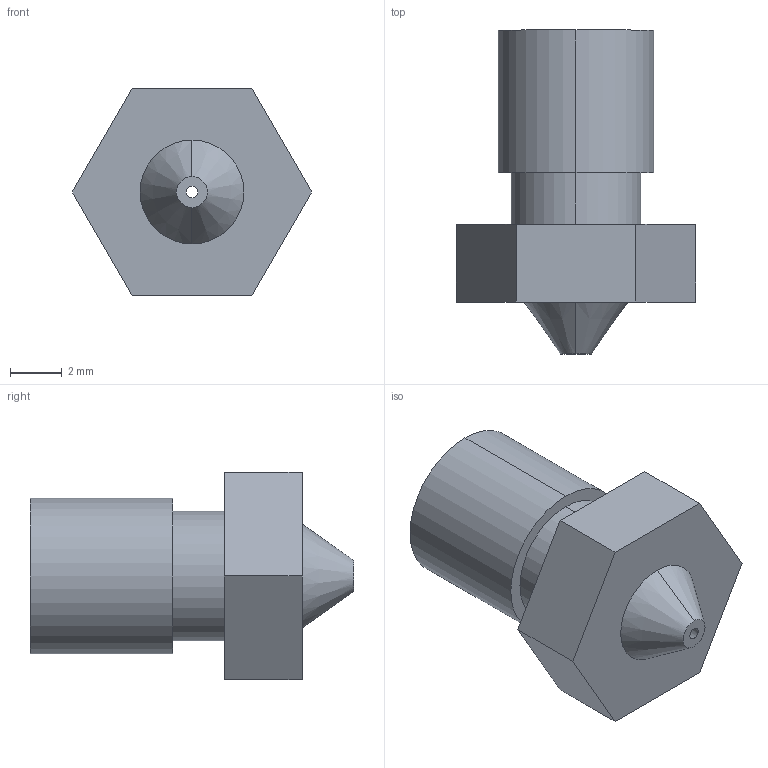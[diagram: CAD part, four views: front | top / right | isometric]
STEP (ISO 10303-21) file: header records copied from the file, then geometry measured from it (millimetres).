
FILE_DESCRIPTION (( 'STEP AP203' ), '1' );
FILE_NAME ('E3D Nozzle.step', '2016-03-08T04:33:32', ( '' ), ( '' ), 'SwSTEP 2.0', 'SolidWorks 2015', '' );
FILE_SCHEMA (( 'CONFIG_CONTROL_DESIGN' ));
Length unit declared in the file: millimetre
Products named in the file (1): E3D Nozzle
Bounding box: 9.24 x 12.5 x 8 mm (x, y, z)
Volume: 337 mm3; surface area: 425.8 mm2
Topology: 1 solids, 1 shells, 21 faces, 46 edges, 30 vertices
Faces by surface type: plane 11, cylinder 6, cone 4
Entity records: 663 total; most frequent: DIRECTION 108, CARTESIAN_POINT 98, ORIENTED_EDGE 92, EDGE_CURVE 46, AXIS2_PLACEMENT_3D 40, VERTEX_POINT 30, VECTOR 28, LINE 28
